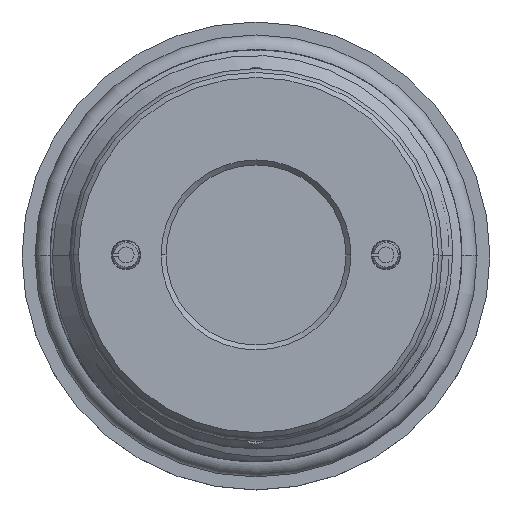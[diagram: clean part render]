
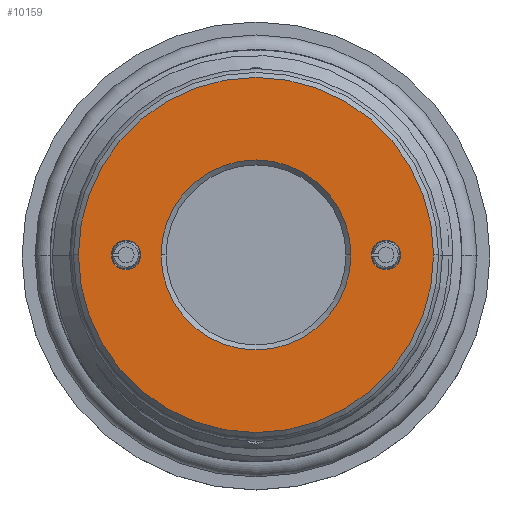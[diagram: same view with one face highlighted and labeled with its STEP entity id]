
A CAD part, top view. The second image highlights one B-rep face of the part: STEP entity #10159.
In plain terms, the highlighted planar face has unit normal (0, 0, 1).
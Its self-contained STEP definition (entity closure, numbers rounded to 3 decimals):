
#147 = CIRCLE ( 'NONE', #8876, 1.48 ) ;
#237 = ORIENTED_EDGE ( 'NONE', *, *, #5263, .T. ) ;
#277 = DIRECTION ( 'NONE',  ( -1., 0., 0. ) ) ;
#410 = EDGE_LOOP ( 'NONE', ( #630, #14998 ) ) ;
#630 = ORIENTED_EDGE ( 'NONE', *, *, #16442, .F. ) ;
#651 = EDGE_CURVE ( 'NONE', #10236, #6749, #147, .T. ) ;
#846 = DIRECTION ( 'NONE',  ( 0., 0., 1. ) ) ;
#903 = EDGE_LOOP ( 'NONE', ( #2499, #16618 ) ) ;
#1169 = AXIS2_PLACEMENT_3D ( 'NONE', #8536, #3350, #12494 ) ;
#1355 = DIRECTION ( 'NONE',  ( 0., 0., -1. ) ) ;
#1442 = DIRECTION ( 'NONE',  ( 1., 0., 0. ) ) ;
#2171 = AXIS2_PLACEMENT_3D ( 'NONE', #13822, #846, #13993 ) ;
#2499 = ORIENTED_EDGE ( 'NONE', *, *, #14790, .F. ) ;
#2634 = CARTESIAN_POINT ( 'NONE',  ( 13., 0., 78.2 ) ) ;
#2903 = AXIS2_PLACEMENT_3D ( 'NONE', #2634, #15772, #1442 ) ;
#3153 = CARTESIAN_POINT ( 'NONE',  ( -13., 0., 78.2 ) ) ;
#3263 = CARTESIAN_POINT ( 'NONE',  ( 9.5, 0., 78.2 ) ) ;
#3350 = DIRECTION ( 'NONE',  ( 0., 0., -1. ) ) ;
#3538 = AXIS2_PLACEMENT_3D ( 'NONE', #15210, #11231, #12600 ) ;
#3577 = CARTESIAN_POINT ( 'NONE',  ( 0., 0., 78.2 ) ) ;
#3586 = FACE_BOUND ( 'NONE', #4854, .T. ) ;
#4854 = EDGE_LOOP ( 'NONE', ( #10115, #237 ) ) ;
#4982 = AXIS2_PLACEMENT_3D ( 'NONE', #3577, #14156, #16700 ) ;
#5263 = EDGE_CURVE ( 'NONE', #15947, #13689, #14374, .T. ) ;
#6611 = VERTEX_POINT ( 'NONE', #13550 ) ;
#6749 = VERTEX_POINT ( 'NONE', #16829 ) ;
#6921 = CARTESIAN_POINT ( 'NONE',  ( 11.52, 0., 78.2 ) ) ;
#7145 = CIRCLE ( 'NONE', #3538, 17.76 ) ;
#7267 = FACE_OUTER_BOUND ( 'NONE', #16471, .T. ) ;
#7483 = CARTESIAN_POINT ( 'NONE',  ( -9.5, 0., 78.2 ) ) ;
#7945 = CIRCLE ( 'NONE', #1169, 9.5 ) ;
#8243 = VERTEX_POINT ( 'NONE', #10297 ) ;
#8279 = DIRECTION ( 'NONE',  ( -1., 0., 0. ) ) ;
#8490 = AXIS2_PLACEMENT_3D ( 'NONE', #8969, #15564, #10300 ) ;
#8536 = CARTESIAN_POINT ( 'NONE',  ( 0., 0., 78.2 ) ) ;
#8540 = VERTEX_POINT ( 'NONE', #12589 ) ;
#8876 = AXIS2_PLACEMENT_3D ( 'NONE', #9085, #15449, #15511 ) ;
#8969 = CARTESIAN_POINT ( 'NONE',  ( 0., 0., 78.2 ) ) ;
#9085 = CARTESIAN_POINT ( 'NONE',  ( 13., 0., 78.2 ) ) ;
#9581 = ORIENTED_EDGE ( 'NONE', *, *, #14645, .T. ) ;
#9763 = CIRCLE ( 'NONE', #14743, 1.48 ) ;
#10115 = ORIENTED_EDGE ( 'NONE', *, *, #14963, .T. ) ;
#10159 = ADVANCED_FACE ( 'NONE', ( #12812, #11237, #3586, #7267 ), #10468, .F. ) ;
#10236 = VERTEX_POINT ( 'NONE', #6921 ) ;
#10297 = CARTESIAN_POINT ( 'NONE',  ( 17.76, 0., 78.2 ) ) ;
#10300 = DIRECTION ( 'NONE',  ( -1., 0., 0. ) ) ;
#10468 = PLANE ( 'NONE',  #13361 ) ;
#10927 = DIRECTION ( 'NONE',  ( 0., 0., 1. ) ) ;
#11231 = DIRECTION ( 'NONE',  ( 0., 0., 1. ) ) ;
#11237 = FACE_BOUND ( 'NONE', #903, .T. ) ;
#11441 = CIRCLE ( 'NONE', #2903, 1.48 ) ;
#11583 = CIRCLE ( 'NONE', #4982, 17.76 ) ;
#12494 = DIRECTION ( 'NONE',  ( -1., 0., 0. ) ) ;
#12589 = CARTESIAN_POINT ( 'NONE',  ( -14.48, 0., 78.2 ) ) ;
#12600 = DIRECTION ( 'NONE',  ( -1., 0., 0. ) ) ;
#12812 = FACE_BOUND ( 'NONE', #410, .T. ) ;
#13223 = CARTESIAN_POINT ( 'NONE',  ( 0., 18.26, 78.2 ) ) ;
#13249 = ORIENTED_EDGE ( 'NONE', *, *, #16930, .T. ) ;
#13361 = AXIS2_PLACEMENT_3D ( 'NONE', #13223, #1355, #277 ) ;
#13550 = CARTESIAN_POINT ( 'NONE',  ( -17.76, 0., 78.2 ) ) ;
#13689 = VERTEX_POINT ( 'NONE', #3263 ) ;
#13822 = CARTESIAN_POINT ( 'NONE',  ( -13., 0., 78.2 ) ) ;
#13867 = CIRCLE ( 'NONE', #2171, 1.48 ) ;
#13993 = DIRECTION ( 'NONE',  ( -1., 0., 0. ) ) ;
#14156 = DIRECTION ( 'NONE',  ( 0., 0., 1. ) ) ;
#14374 = CIRCLE ( 'NONE', #8490, 9.5 ) ;
#14645 = EDGE_CURVE ( 'NONE', #8243, #6611, #7145, .T. ) ;
#14646 = CARTESIAN_POINT ( 'NONE',  ( -11.52, 0., 78.2 ) ) ;
#14743 = AXIS2_PLACEMENT_3D ( 'NONE', #3153, #10927, #8279 ) ;
#14790 = EDGE_CURVE ( 'NONE', #6749, #10236, #11441, .T. ) ;
#14963 = EDGE_CURVE ( 'NONE', #13689, #15947, #7945, .T. ) ;
#14998 = ORIENTED_EDGE ( 'NONE', *, *, #15836, .F. ) ;
#15210 = CARTESIAN_POINT ( 'NONE',  ( 0., 0., 78.2 ) ) ;
#15449 = DIRECTION ( 'NONE',  ( 0., 0., 1. ) ) ;
#15511 = DIRECTION ( 'NONE',  ( 1., 0., 0. ) ) ;
#15564 = DIRECTION ( 'NONE',  ( 0., 0., -1. ) ) ;
#15772 = DIRECTION ( 'NONE',  ( 0., 0., 1. ) ) ;
#15836 = EDGE_CURVE ( 'NONE', #16348, #8540, #13867, .T. ) ;
#15947 = VERTEX_POINT ( 'NONE', #7483 ) ;
#16348 = VERTEX_POINT ( 'NONE', #14646 ) ;
#16442 = EDGE_CURVE ( 'NONE', #8540, #16348, #9763, .T. ) ;
#16471 = EDGE_LOOP ( 'NONE', ( #13249, #9581 ) ) ;
#16618 = ORIENTED_EDGE ( 'NONE', *, *, #651, .F. ) ;
#16700 = DIRECTION ( 'NONE',  ( -1., 0., 0. ) ) ;
#16829 = CARTESIAN_POINT ( 'NONE',  ( 14.48, 0., 78.2 ) ) ;
#16930 = EDGE_CURVE ( 'NONE', #6611, #8243, #11583, .T. ) ;
